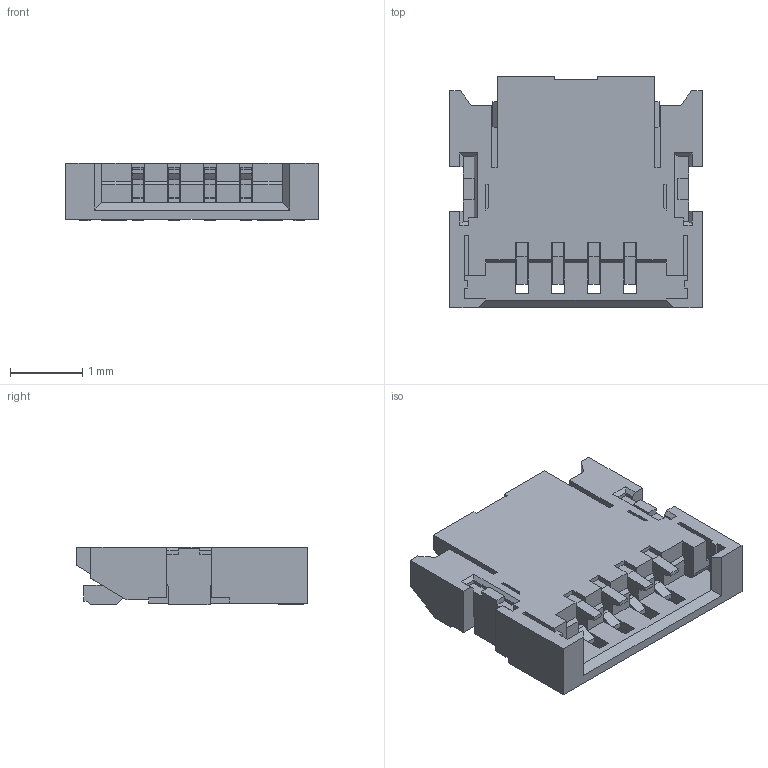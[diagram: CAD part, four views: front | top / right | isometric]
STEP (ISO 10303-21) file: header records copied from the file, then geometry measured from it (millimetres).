
FILE_DESCRIPTION((''),'2;1');
FILE_NAME('5014610491','2013-10-17T',('me'),(''),'PRO/ENGINEER BY PARAMETRIC TECHNOLOGY CORPORATION, 2011490','PRO/ENGINEER BY PARAMETRIC TECHNOLOGY CORPORATION, 2011490','');
FILE_SCHEMA(('CONFIG_CONTROL_DESIGN'));
Length unit declared in the file: millimetre
Products named in the file (1): 5014610491
Bounding box: 3.5 x 3.2 x 0.8 mm (x, y, z)
Volume: 5.6 mm3; surface area: 56 mm2
Topology: 1 solids, 1 shells, 373 faces, 1187 edges, 796 vertices
Faces by surface type: plane 362, cylinder 11
Entity records: 12868 total; most frequent: CARTESIAN_POINT 2317, ORIENTED_EDGE 2294, DIRECTION 1957, VECTOR 1165, LINE 1165, EDGE_CURVE 1147, VERTEX_POINT 756, AXIS2_PLACEMENT_3D 396
